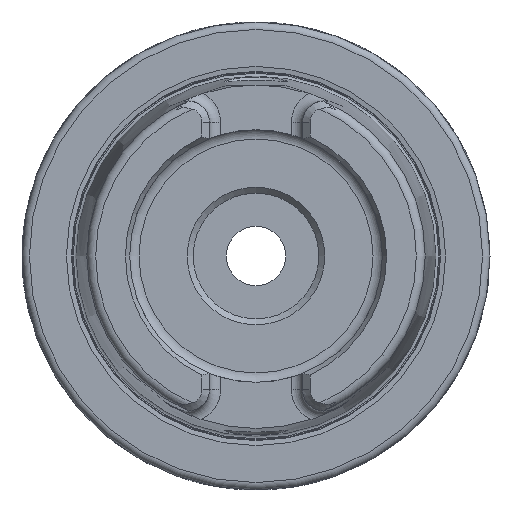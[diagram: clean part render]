
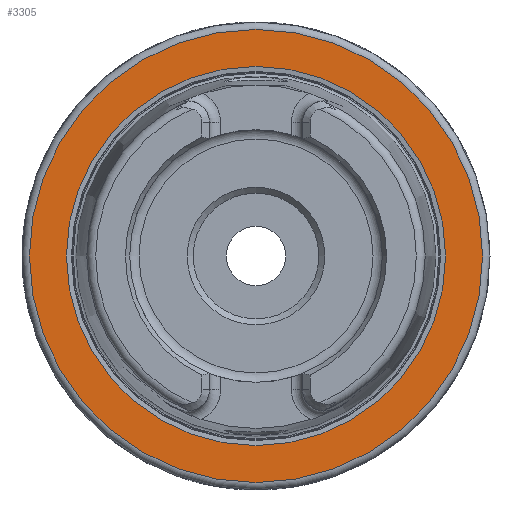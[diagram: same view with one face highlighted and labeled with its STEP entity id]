
A CAD part, left-side view. The second image highlights one B-rep face of the part: STEP entity #3305.
In plain terms, the highlighted planar face has unit normal (-1, 0, 0).
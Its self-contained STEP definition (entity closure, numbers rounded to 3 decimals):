
#149=FACE_BOUND('',#1192,.T.);
#212=PLANE('',#3701);
#377=CIRCLE('',#3700,25.52);
#378=CIRCLE('',#3702,30.5);
#983=FACE_OUTER_BOUND('',#1191,.T.);
#1191=EDGE_LOOP('',(#3049));
#1192=EDGE_LOOP('',(#3050));
#1620=VERTEX_POINT('',#7637);
#1621=VERTEX_POINT('',#7641);
#2099=EDGE_CURVE('',#1620,#1620,#377,.T.);
#2100=EDGE_CURVE('',#1621,#1621,#378,.T.);
#3049=ORIENTED_EDGE('',*,*,#2100,.F.);
#3050=ORIENTED_EDGE('',*,*,#2099,.T.);
#3305=ADVANCED_FACE('',(#983,#149),#212,.T.);
#3700=AXIS2_PLACEMENT_3D('',#7639,#4530,#4531);
#3701=AXIS2_PLACEMENT_3D('',#7640,#4532,#4533);
#3702=AXIS2_PLACEMENT_3D('',#7642,#4534,#4535);
#4530=DIRECTION('center_axis',(1.,0.,0.));
#4531=DIRECTION('ref_axis',(0.,0.,-1.));
#4532=DIRECTION('center_axis',(-1.,0.,0.));
#4533=DIRECTION('ref_axis',(0.,0.,1.));
#4534=DIRECTION('center_axis',(1.,0.,0.));
#4535=DIRECTION('ref_axis',(0.,0.,-1.));
#7637=CARTESIAN_POINT('',(0.,-25.52,0.));
#7639=CARTESIAN_POINT('Origin',(0.,0.,
0.));
#7640=CARTESIAN_POINT('Origin',(0.,30.5,0.));
#7641=CARTESIAN_POINT('',(0.,0.,30.5));
#7642=CARTESIAN_POINT('Origin',(0.,0.,
0.));
